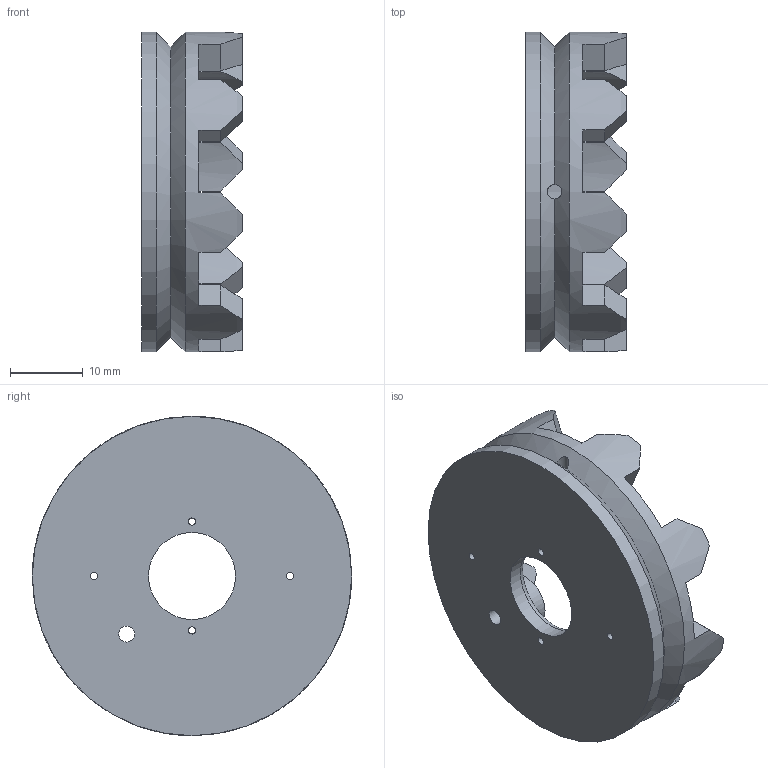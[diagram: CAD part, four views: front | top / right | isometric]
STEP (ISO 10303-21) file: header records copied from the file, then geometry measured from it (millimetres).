
FILE_DESCRIPTION(/* description */ (''),/* implementation_level */ '2;1');
FILE_NAME(/* name */ 'base_pulley_1_v1.step',/* time_stamp */ '2025-11-18T12:29:42+09:00',/* author */ (''),/* organization */ (''),/* preprocessor_version */ 'ST-DEVELOPER v20.1',/* originating_system */ 'Autodesk Translation Framework v14.17.0.0',/* authorisation */ '');
FILE_SCHEMA (('AUTOMOTIVE_DESIGN { 1 0 10303 214 3 1 1 }'));
Length unit declared in the file: millimetre
Products named in the file (1): プーリ滑り用
Bounding box: 13.9 x 44 x 44 mm (x, y, z)
Volume: 7405.3 mm3; surface area: 5767.4 mm2
Topology: 1 solids, 1 shells, 67 faces, 191 edges, 124 vertices
Faces by surface type: plane 52, cylinder 12, cone 2, torus 1
Full cylindrical faces by diameter (mm): 1 x4, 2 x1, 2.2 x1, 4.6 x1, 7.6 x1, 12 x1, 36 x1, 44 x2
Entity records: 2351 total; most frequent: CARTESIAN_POINT 462, DIRECTION 412, ORIENTED_EDGE 382, EDGE_CURVE 191, AXIS2_PLACEMENT_3D 159, VERTEX_POINT 124, LINE 94, VECTOR 94
